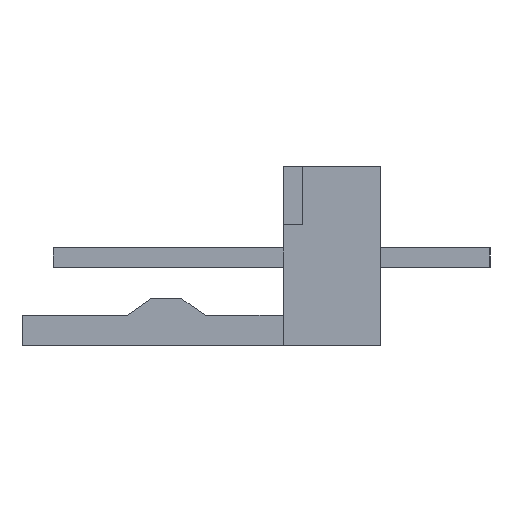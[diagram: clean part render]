
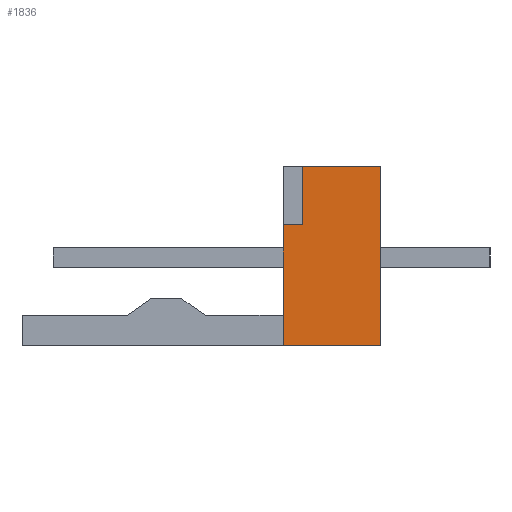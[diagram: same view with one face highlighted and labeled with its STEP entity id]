
A CAD part, left-side view. The second image highlights one B-rep face of the part: STEP entity #1836.
In plain terms, the highlighted planar face has unit normal (-1, 0, 0).
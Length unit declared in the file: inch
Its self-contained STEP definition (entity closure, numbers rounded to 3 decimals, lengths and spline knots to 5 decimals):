
#20 = DIRECTION ( 'NONE',  ( 0., -1., 0. ) ) ;
#173 = DIRECTION ( 'NONE',  ( 0., 0., -1. ) ) ;
#281 = VERTEX_POINT ( 'NONE', #6785 ) ;
#532 = ORIENTED_EDGE ( 'NONE', *, *, #7320, .F. ) ;
#559 = EDGE_CURVE ( 'NONE', #5487, #5307, #6978, .T. ) ;
#572 = DIRECTION ( 'NONE',  ( 0., 0., 1. ) ) ;
#734 = EDGE_CURVE ( 'NONE', #6466, #281, #2664, .T. ) ;
#942 = CARTESIAN_POINT ( 'NONE',  ( -0.5, 0.0625, 0.042 ) ) ;
#1362 = DIRECTION ( 'NONE',  ( 1., 0., 0. ) ) ;
#1515 = ORIENTED_EDGE ( 'NONE', *, *, #3684, .F. ) ;
#1820 = VERTEX_POINT ( 'NONE', #7971 ) ;
#1836 = ADVANCED_FACE ( 'NONE', ( #7575 ), #5758, .F. ) ;
#1908 = LINE ( 'NONE', #4434, #8057 ) ;
#2058 = CARTESIAN_POINT ( 'NONE',  ( -0.5, -0.065, 0.1216 ) ) ;
#2243 = ORIENTED_EDGE ( 'NONE', *, *, #734, .F. ) ;
#2326 = DIRECTION ( 'NONE',  ( 0., -1., 0. ) ) ;
#2405 = VECTOR ( 'NONE', #2326, 39.37008 ) ;
#2450 = CARTESIAN_POINT ( 'NONE',  ( -0.5, 0.0375, 0.042 ) ) ;
#2664 = LINE ( 'NONE', #5967, #5331 ) ;
#2911 = CARTESIAN_POINT ( 'NONE',  ( -0.5, -0.0625, 0.117 ) ) ;
#3049 = ORIENTED_EDGE ( 'NONE', *, *, #559, .F. ) ;
#3464 = ORIENTED_EDGE ( 'NONE', *, *, #5648, .F. ) ;
#3648 = LINE ( 'NONE', #7390, #3985 ) ;
#3684 = EDGE_CURVE ( 'NONE', #5307, #1820, #3648, .T. ) ;
#3750 = EDGE_CURVE ( 'NONE', #1820, #6106, #5457, .T. ) ;
#3761 = CARTESIAN_POINT ( 'NONE',  ( -0.5, -0.0625, 0.002 ) ) ;
#3800 = EDGE_LOOP ( 'NONE', ( #2243, #532, #4188, #1515, #3049, #3464 ) ) ;
#3985 = VECTOR ( 'NONE', #572, 39.37008 ) ;
#4040 = DIRECTION ( 'NONE',  ( 0., 1., 0. ) ) ;
#4188 = ORIENTED_EDGE ( 'NONE', *, *, #3750, .F. ) ;
#4426 = DIRECTION ( 'NONE',  ( 0., 0., -1. ) ) ;
#4434 = CARTESIAN_POINT ( 'NONE',  ( -0.5, 0.0625, 0.002 ) ) ;
#4677 = CARTESIAN_POINT ( 'NONE',  ( -0.5, -0.0625, -0.113 ) ) ;
#5107 = CARTESIAN_POINT ( 'NONE',  ( -0.5, 0., 0.042 ) ) ;
#5307 = VERTEX_POINT ( 'NONE', #2450 ) ;
#5331 = VECTOR ( 'NONE', #4040, 39.37008 ) ;
#5457 = LINE ( 'NONE', #7929, #2405 ) ;
#5487 = VERTEX_POINT ( 'NONE', #942 ) ;
#5648 = EDGE_CURVE ( 'NONE', #281, #5487, #1908, .T. ) ;
#5721 = VECTOR ( 'NONE', #20, 39.37008 ) ;
#5758 = PLANE ( 'NONE',  #5809 ) ;
#5809 = AXIS2_PLACEMENT_3D ( 'NONE', #2058, #1362, #173 ) ;
#5967 = CARTESIAN_POINT ( 'NONE',  ( -0.5, 0., -0.113 ) ) ;
#6008 = DIRECTION ( 'NONE',  ( 0., 0., 1. ) ) ;
#6106 = VERTEX_POINT ( 'NONE', #2911 ) ;
#6110 = LINE ( 'NONE', #3761, #6709 ) ;
#6466 = VERTEX_POINT ( 'NONE', #4677 ) ;
#6709 = VECTOR ( 'NONE', #4426, 39.37008 ) ;
#6785 = CARTESIAN_POINT ( 'NONE',  ( -0.5, 0.0625, -0.113 ) ) ;
#6978 = LINE ( 'NONE', #5107, #5721 ) ;
#7320 = EDGE_CURVE ( 'NONE', #6106, #6466, #6110, .T. ) ;
#7390 = CARTESIAN_POINT ( 'NONE',  ( -0.5, 0.0375, 0.002 ) ) ;
#7575 = FACE_OUTER_BOUND ( 'NONE', #3800, .T. ) ;
#7929 = CARTESIAN_POINT ( 'NONE',  ( -0.5, 0., 0.117 ) ) ;
#7971 = CARTESIAN_POINT ( 'NONE',  ( -0.5, 0.0375, 0.117 ) ) ;
#8057 = VECTOR ( 'NONE', #6008, 39.37008 ) ;
